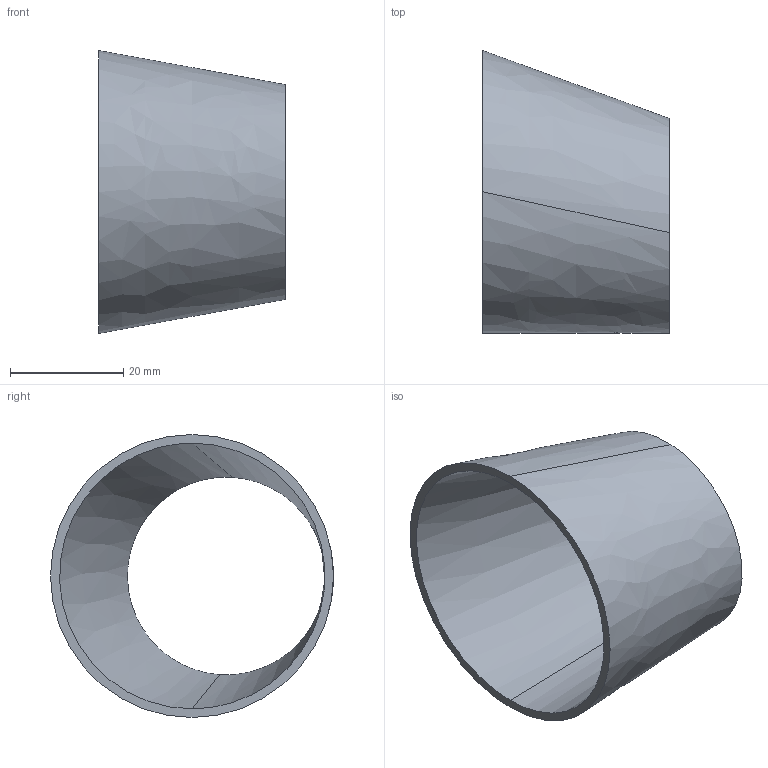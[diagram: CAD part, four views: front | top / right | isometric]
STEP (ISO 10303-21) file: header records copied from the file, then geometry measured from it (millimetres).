
FILE_DESCRIPTION (( 'STEP AP203' ), '1' );
FILE_NAME ('3D_M2061_50-40_174121275.STEP', '2024-09-05T12:23:43', ( '' ), ( '' ), 'SwSTEP 2.0', 'SolidWorks 2024', '' );
FILE_SCHEMA (( 'CONFIG_CONTROL_DESIGN' ));
Length unit declared in the file: millimetre
Products named in the file (1): 3D_M2061_50-40_174121275
Bounding box: 33 x 50 x 50 mm (x, y, z)
Volume: 6761.6 mm3; surface area: 9424.8 mm2
Topology: 1 solids, 1 shells, 6 faces, 12 edges, 8 vertices
Faces by surface type: bspline 4, plane 2
Entity records: 1221 total; most frequent: CARTESIAN_POINT 1035, ORIENTED_EDGE 24, DIRECTION 14, EDGE_CURVE 12, EDGE_LOOP 8, PERSON_AND_ORGANIZATION 8, B_SPLINE_CURVE_WITH_KNOTS 8, VERTEX_POINT 8
